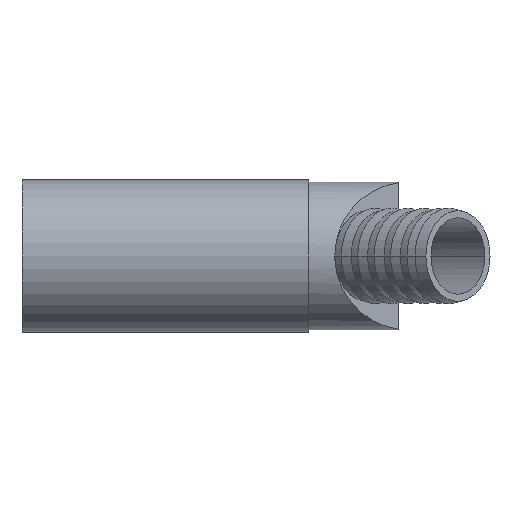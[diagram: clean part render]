
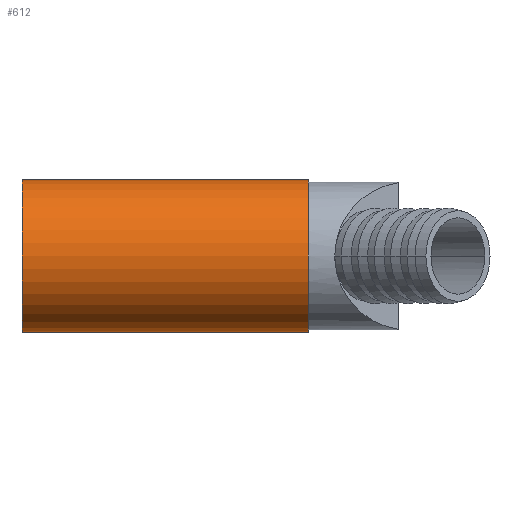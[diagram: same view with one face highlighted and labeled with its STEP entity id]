
A CAD part, front view. The second image highlights one B-rep face of the part: STEP entity #612.
In plain terms, the highlighted cylindrical face has radius 16 mm (diameter 32 mm), a partial arc.
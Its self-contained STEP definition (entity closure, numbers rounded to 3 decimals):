
#215 = DIRECTION ( 'NONE',  ( -1., 0., 0. ) ) ;
#336 = CARTESIAN_POINT ( 'NONE',  ( 0., 0., 0. ) ) ;
#612 = ADVANCED_FACE ( 'NONE', ( #8275 ), #4545, .T. ) ;
#1509 = EDGE_LOOP ( 'NONE', ( #2123, #3599, #4674, #3042 ) ) ;
#1583 = DIRECTION ( 'NONE',  ( -1., 0., 0. ) ) ;
#1626 = DIRECTION ( 'NONE',  ( 0., 0., 1. ) ) ;
#1653 = CARTESIAN_POINT ( 'NONE',  ( 0., 0., 16. ) ) ;
#1879 = CARTESIAN_POINT ( 'NONE',  ( 0., 0., -16. ) ) ;
#2123 = ORIENTED_EDGE ( 'NONE', *, *, #4078, .F. ) ;
#2188 = CARTESIAN_POINT ( 'NONE',  ( 0., 0., 0. ) ) ;
#2205 = AXIS2_PLACEMENT_3D ( 'NONE', #3336, #4070, #4630 ) ;
#2212 = CARTESIAN_POINT ( 'NONE',  ( 0., 0., 16. ) ) ;
#2541 = LINE ( 'NONE', #1879, #4556 ) ;
#2593 = DIRECTION ( 'NONE',  ( -1., 0., 0. ) ) ;
#3042 = ORIENTED_EDGE ( 'NONE', *, *, #5098, .F. ) ;
#3217 = VERTEX_POINT ( 'NONE', #2212 ) ;
#3297 = CARTESIAN_POINT ( 'NONE',  ( 0., 0., -16. ) ) ;
#3336 = CARTESIAN_POINT ( 'NONE',  ( 60., 0., 0. ) ) ;
#3599 = ORIENTED_EDGE ( 'NONE', *, *, #5037, .T. ) ;
#3611 = VECTOR ( 'NONE', #215, 1000. ) ;
#3877 = CIRCLE ( 'NONE', #7333, 16. ) ;
#4015 = CIRCLE ( 'NONE', #2205, 16. ) ;
#4070 = DIRECTION ( 'NONE',  ( -1., 0., 0. ) ) ;
#4078 = EDGE_CURVE ( 'NONE', #5545, #7239, #2541, .T. ) ;
#4496 = DIRECTION ( 'NONE',  ( -1., 0., 0. ) ) ;
#4545 = CYLINDRICAL_SURFACE ( 'NONE', #4696, 16. ) ;
#4556 = VECTOR ( 'NONE', #4496, 1000. ) ;
#4630 = DIRECTION ( 'NONE',  ( 0., 0., 1. ) ) ;
#4674 = ORIENTED_EDGE ( 'NONE', *, *, #5853, .T. ) ;
#4696 = AXIS2_PLACEMENT_3D ( 'NONE', #336, #2593, #7190 ) ;
#4825 = LINE ( 'NONE', #1653, #3611 ) ;
#5037 = EDGE_CURVE ( 'NONE', #5545, #8561, #4015, .T. ) ;
#5098 = EDGE_CURVE ( 'NONE', #7239, #3217, #3877, .T. ) ;
#5312 = CARTESIAN_POINT ( 'NONE',  ( 60., 0., 16. ) ) ;
#5438 = CARTESIAN_POINT ( 'NONE',  ( 60., 0., -16. ) ) ;
#5545 = VERTEX_POINT ( 'NONE', #5438 ) ;
#5853 = EDGE_CURVE ( 'NONE', #8561, #3217, #4825, .T. ) ;
#7190 = DIRECTION ( 'NONE',  ( 0., 0., 1. ) ) ;
#7239 = VERTEX_POINT ( 'NONE', #3297 ) ;
#7333 = AXIS2_PLACEMENT_3D ( 'NONE', #2188, #1583, #1626 ) ;
#8275 = FACE_OUTER_BOUND ( 'NONE', #1509, .T. ) ;
#8561 = VERTEX_POINT ( 'NONE', #5312 ) ;
